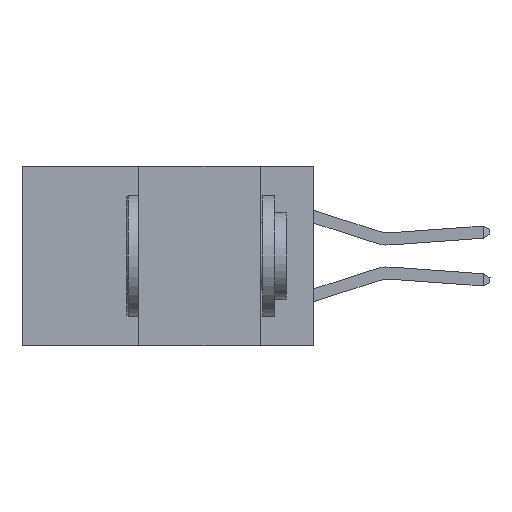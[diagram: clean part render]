
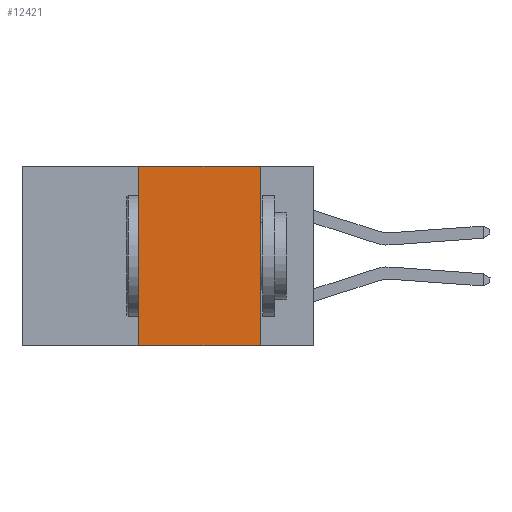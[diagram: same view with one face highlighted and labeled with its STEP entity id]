
A CAD part, left-side view. The second image highlights one B-rep face of the part: STEP entity #12421.
In plain terms, the highlighted planar face has unit normal (-1, 0, 0).
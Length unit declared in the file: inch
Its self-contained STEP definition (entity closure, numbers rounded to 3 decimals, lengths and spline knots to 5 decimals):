
#147 = VECTOR ( 'NONE', #2345, 39.37008 ) ;
#353 = EDGE_CURVE ( 'NONE', #3224, #4794, #6497, .T. ) ;
#611 = VECTOR ( 'NONE', #5015, 39.37008 ) ;
#1288 = CARTESIAN_POINT ( 'NONE',  ( 0., 0.6, 0. ) ) ;
#1654 = CARTESIAN_POINT ( 'NONE',  ( 0., 0.6, 0. ) ) ;
#2015 = VERTEX_POINT ( 'NONE', #12696 ) ;
#2345 = DIRECTION ( 'NONE',  ( 0., -1., 0. ) ) ;
#2773 = LINE ( 'NONE', #7707, #147 ) ;
#2812 = DIRECTION ( 'NONE',  ( 0., 0., -1. ) ) ;
#2954 = FACE_OUTER_BOUND ( 'NONE', #4869, .T. ) ;
#3224 = VERTEX_POINT ( 'NONE', #9745 ) ;
#3341 = DIRECTION ( 'NONE',  ( 0., 0., -1. ) ) ;
#3412 = EDGE_CURVE ( 'NONE', #2015, #3527, #4874, .T. ) ;
#3527 = VERTEX_POINT ( 'NONE', #4584 ) ;
#3806 = CARTESIAN_POINT ( 'NONE',  ( 0., 0.11, 0. ) ) ;
#4475 = CARTESIAN_POINT ( 'NONE',  ( 0., 0.36, 0. ) ) ;
#4584 = CARTESIAN_POINT ( 'NONE',  ( 0., 0.11, -0.37 ) ) ;
#4760 = VECTOR ( 'NONE', #8847, 39.37008 ) ;
#4794 = VERTEX_POINT ( 'NONE', #4475 ) ;
#4869 = EDGE_LOOP ( 'NONE', ( #12864, #7767, #8112, #6172 ) ) ;
#4874 = LINE ( 'NONE', #3806, #12462 ) ;
#5015 = DIRECTION ( 'NONE',  ( 0., 0., 1. ) ) ;
#6172 = ORIENTED_EDGE ( 'NONE', *, *, #13507, .T. ) ;
#6497 = LINE ( 'NONE', #9094, #611 ) ;
#7092 = PLANE ( 'NONE',  #10952 ) ;
#7231 = LINE ( 'NONE', #1288, #4760 ) ;
#7707 = CARTESIAN_POINT ( 'NONE',  ( 0., 0.6, -0.37 ) ) ;
#7767 = ORIENTED_EDGE ( 'NONE', *, *, #9355, .F. ) ;
#8112 = ORIENTED_EDGE ( 'NONE', *, *, #353, .F. ) ;
#8847 = DIRECTION ( 'NONE',  ( 0., -1., 0. ) ) ;
#9094 = CARTESIAN_POINT ( 'NONE',  ( 0., 0.36, 0. ) ) ;
#9189 = DIRECTION ( 'NONE',  ( 1., 0., 0. ) ) ;
#9355 = EDGE_CURVE ( 'NONE', #4794, #2015, #7231, .T. ) ;
#9745 = CARTESIAN_POINT ( 'NONE',  ( 0., 0.36, -0.37 ) ) ;
#10952 = AXIS2_PLACEMENT_3D ( 'NONE', #1654, #9189, #2812 ) ;
#12421 = ADVANCED_FACE ( 'NONE', ( #2954 ), #7092, .F. ) ;
#12462 = VECTOR ( 'NONE', #3341, 39.37008 ) ;
#12696 = CARTESIAN_POINT ( 'NONE',  ( 0., 0.11, 0. ) ) ;
#12864 = ORIENTED_EDGE ( 'NONE', *, *, #3412, .F. ) ;
#13507 = EDGE_CURVE ( 'NONE', #3224, #3527, #2773, .T. ) ;
